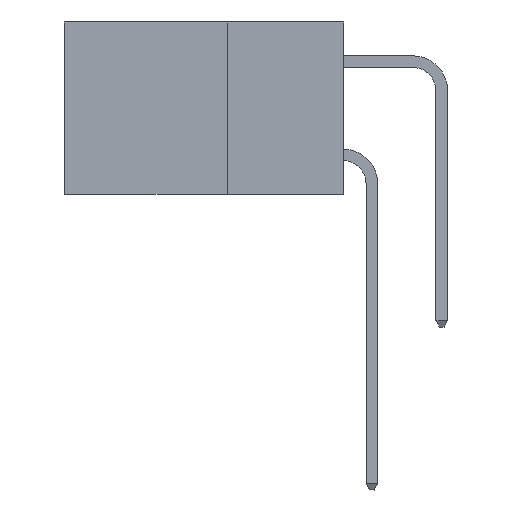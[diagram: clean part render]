
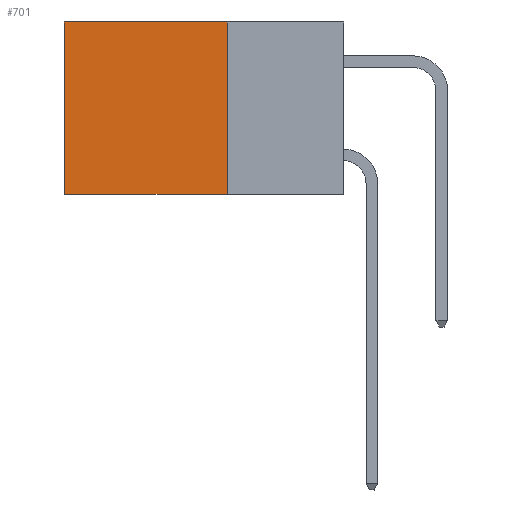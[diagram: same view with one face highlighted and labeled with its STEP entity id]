
A CAD part, left-side view. The second image highlights one B-rep face of the part: STEP entity #701.
In plain terms, the highlighted planar face has unit normal (-1, 0, 0).
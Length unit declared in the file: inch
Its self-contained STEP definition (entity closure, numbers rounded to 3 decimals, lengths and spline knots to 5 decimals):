
#224 = VERTEX_POINT ( 'NONE', #14586 ) ;
#367 = VERTEX_POINT ( 'NONE', #24244 ) ;
#701 = ADVANCED_FACE ( 'NONE', ( #25735 ), #23769, .F. ) ;
#804 = EDGE_CURVE ( 'NONE', #224, #367, #9238, .T. ) ;
#1869 = CARTESIAN_POINT ( 'NONE',  ( 0.298, 0.25, 0. ) ) ;
#2204 = CARTESIAN_POINT ( 'NONE',  ( 0.298, 0.25, 0. ) ) ;
#3121 = EDGE_LOOP ( 'NONE', ( #25596, #20351, #17607, #11189 ) ) ;
#4029 = DIRECTION ( 'NONE',  ( 0., 1., 0. ) ) ;
#6055 = CARTESIAN_POINT ( 'NONE',  ( 0.298, 0.25, -0.37 ) ) ;
#7377 = LINE ( 'NONE', #6055, #12561 ) ;
#8627 = CARTESIAN_POINT ( 'NONE',  ( 0.298, 0.6, -0.37 ) ) ;
#9238 = LINE ( 'NONE', #17677, #17541 ) ;
#9839 = VECTOR ( 'NONE', #18361, 39.37008 ) ;
#11149 = DIRECTION ( 'NONE',  ( 0., 1., 0. ) ) ;
#11189 = ORIENTED_EDGE ( 'NONE', *, *, #23275, .T. ) ;
#12354 = VERTEX_POINT ( 'NONE', #8627 ) ;
#12561 = VECTOR ( 'NONE', #4029, 39.37008 ) ;
#12937 = LINE ( 'NONE', #24454, #9839 ) ;
#14586 = CARTESIAN_POINT ( 'NONE',  ( 0.298, 0.25, 0. ) ) ;
#14680 = DIRECTION ( 'NONE',  ( 1., 0., 0. ) ) ;
#14773 = CARTESIAN_POINT ( 'NONE',  ( 0.298, 0.6, 0. ) ) ;
#15694 = VECTOR ( 'NONE', #11149, 39.37008 ) ;
#17541 = VECTOR ( 'NONE', #19866, 39.37008 ) ;
#17607 = ORIENTED_EDGE ( 'NONE', *, *, #804, .F. ) ;
#17677 = CARTESIAN_POINT ( 'NONE',  ( 0.298, 0.25, 0. ) ) ;
#17870 = AXIS2_PLACEMENT_3D ( 'NONE', #1869, #14680, #25694 ) ;
#18361 = DIRECTION ( 'NONE',  ( 0., 0., -1. ) ) ;
#18626 = EDGE_CURVE ( 'NONE', #22509, #12354, #12937, .T. ) ;
#19866 = DIRECTION ( 'NONE',  ( 0., 0., -1. ) ) ;
#20081 = EDGE_CURVE ( 'NONE', #367, #12354, #7377, .T. ) ;
#20351 = ORIENTED_EDGE ( 'NONE', *, *, #20081, .F. ) ;
#22195 = LINE ( 'NONE', #2204, #15694 ) ;
#22509 = VERTEX_POINT ( 'NONE', #14773 ) ;
#23275 = EDGE_CURVE ( 'NONE', #224, #22509, #22195, .T. ) ;
#23769 = PLANE ( 'NONE',  #17870 ) ;
#24244 = CARTESIAN_POINT ( 'NONE',  ( 0.298, 0.25, -0.37 ) ) ;
#24454 = CARTESIAN_POINT ( 'NONE',  ( 0.298, 0.6, 0. ) ) ;
#25596 = ORIENTED_EDGE ( 'NONE', *, *, #18626, .T. ) ;
#25694 = DIRECTION ( 'NONE',  ( 0., 0., -1. ) ) ;
#25735 = FACE_OUTER_BOUND ( 'NONE', #3121, .T. ) ;
